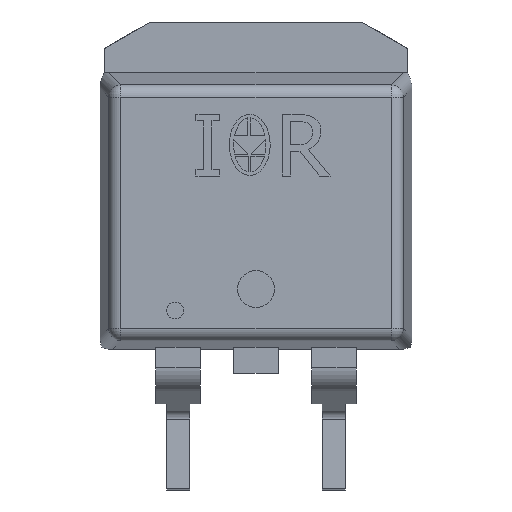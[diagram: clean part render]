
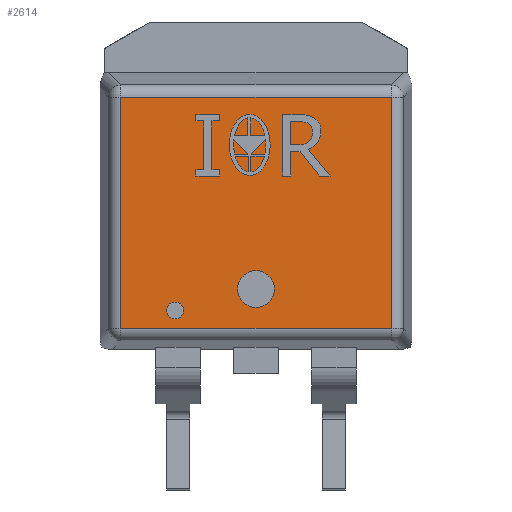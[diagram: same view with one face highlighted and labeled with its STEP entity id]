
A CAD part, top view. The second image highlights one B-rep face of the part: STEP entity #2614.
In plain terms, the highlighted face is planar.
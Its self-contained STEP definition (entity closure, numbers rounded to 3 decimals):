
#76=FACE_BOUND('',#415,.T.);
#95=PLANE('',#2789);
#265=FACE_OUTER_BOUND('',#414,.T.);
#414=EDGE_LOOP('',(#1876,#1877,#1878,#1879));
#415=EDGE_LOOP('',(#1880));
#569=LINE('',#3682,#870);
#571=LINE('',#3690,#872);
#573=LINE('',#3700,#874);
#575=LINE('',#3709,#876);
#870=VECTOR('',#2973,7.538);
#872=VECTOR('',#2981,8.813);
#874=VECTOR('',#2993,7.538);
#876=VECTOR('',#3005,8.813);
#1182=CIRCLE('',#2790,0.6);
#1206=VERTEX_POINT('',#3675);
#1209=VERTEX_POINT('',#3680);
#1210=VERTEX_POINT('',#3684);
#1213=VERTEX_POINT('',#3694);
#1225=VERTEX_POINT('',#3737);
#1457=EDGE_CURVE('',#1209,#1206,#569,.T.);
#1461=EDGE_CURVE('',#1206,#1210,#571,.T.);
#1466=EDGE_CURVE('',#1210,#1213,#573,.T.);
#1471=EDGE_CURVE('',#1213,#1209,#575,.T.);
#1485=EDGE_CURVE('',#1225,#1225,#1182,.T.);
#1876=ORIENTED_EDGE('',*,*,#1457,.F.);
#1877=ORIENTED_EDGE('',*,*,#1471,.F.);
#1878=ORIENTED_EDGE('',*,*,#1466,.F.);
#1879=ORIENTED_EDGE('',*,*,#1461,.F.);
#1880=ORIENTED_EDGE('',*,*,#1485,.T.);
#2614=ADVANCED_FACE('',(#265,#76),#95,.T.);
#2789=AXIS2_PLACEMENT_3D('',#3736,#3037,#3038);
#2790=AXIS2_PLACEMENT_3D('',#3738,#3039,#3040);
#2973=DIRECTION('',(0.,0.,-1.));
#2981=DIRECTION('',(1.,0.,0.));
#2993=DIRECTION('',(0.,0.,1.));
#3005=DIRECTION('',(-1.,0.,0.));
#3037=DIRECTION('center_axis',(0.,1.,0.));
#3038=DIRECTION('ref_axis',(0.,0.,1.));
#3039=DIRECTION('center_axis',(0.,-1.,0.));
#3040=DIRECTION('ref_axis',(-1.,0.,0.));
#3675=CARTESIAN_POINT('',(-4.407,2.451,-3.834));
#3680=CARTESIAN_POINT('',(-4.407,2.451,3.704));
#3682=CARTESIAN_POINT('',(-4.407,2.451,0.));
#3684=CARTESIAN_POINT('',(4.407,2.451,-3.834));
#3690=CARTESIAN_POINT('',(-5.08,2.451,-3.834));
#3694=CARTESIAN_POINT('',(4.407,2.451,3.704));
#3700=CARTESIAN_POINT('',(4.407,2.451,0.));
#3709=CARTESIAN_POINT('',(-5.08,2.451,3.704));
#3736=CARTESIAN_POINT('Origin',(-5.08,2.451,4.508));
#3737=CARTESIAN_POINT('',(0.6,2.451,2.419));
#3738=CARTESIAN_POINT('Origin',(0.,2.451,2.419));
